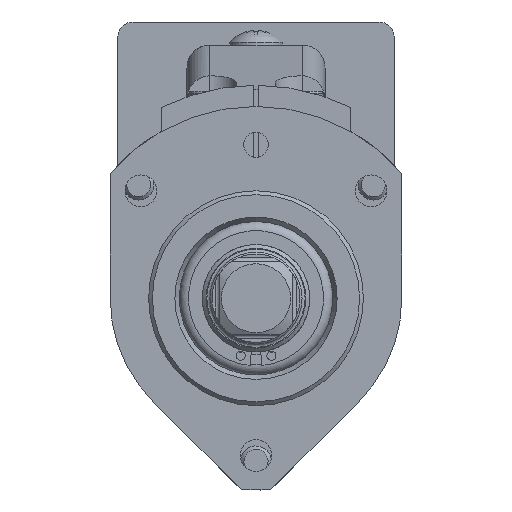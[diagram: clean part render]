
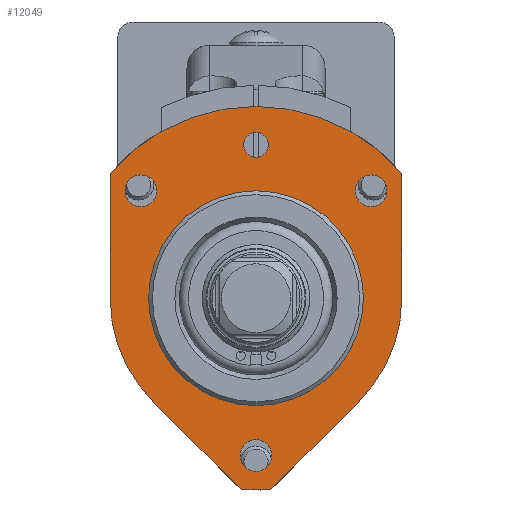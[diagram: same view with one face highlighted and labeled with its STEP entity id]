
A CAD part, front view. The second image highlights one B-rep face of the part: STEP entity #12049.
In plain terms, the highlighted planar face has unit normal (0, -1, 0).
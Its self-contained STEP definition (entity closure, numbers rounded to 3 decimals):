
#208=FACE_BOUND('',#1786,.T.);
#209=FACE_BOUND('',#1787,.T.);
#210=FACE_BOUND('',#1788,.T.);
#211=FACE_BOUND('',#1789,.T.);
#212=FACE_BOUND('',#1790,.T.);
#368=CIRCLE('',#12787,25.);
#369=CIRCLE('',#12788,19.);
#370=CIRCLE('',#12789,25.);
#371=CIRCLE('',#12790,19.);
#372=CIRCLE('',#12791,14.);
#373=CIRCLE('',#12792,2.067);
#374=CIRCLE('',#12793,2.067);
#375=CIRCLE('',#12794,2.067);
#376=CIRCLE('',#12795,1.621);
#1083=FACE_OUTER_BOUND('',#1785,.T.);
#1785=EDGE_LOOP('',(#7527,#7528,#7529,#7530,#7531,#7532,#7533,#7534));
#1786=EDGE_LOOP('',(#7535));
#1787=EDGE_LOOP('',(#7536));
#1788=EDGE_LOOP('',(#7537));
#1789=EDGE_LOOP('',(#7538));
#1790=EDGE_LOOP('',(#7539));
#2591=LINE('',#17618,#3625);
#2592=LINE('',#17622,#3626);
#2593=LINE('',#17626,#3627);
#2594=LINE('',#17630,#3628);
#3625=VECTOR('',#14080,10.);
#3626=VECTOR('',#14083,10.);
#3627=VECTOR('',#14086,10.);
#3628=VECTOR('',#14089,10.);
#4671=VERTEX_POINT('',#17616);
#4672=VERTEX_POINT('',#17617);
#4673=VERTEX_POINT('',#17619);
#4674=VERTEX_POINT('',#17621);
#4675=VERTEX_POINT('',#17623);
#4676=VERTEX_POINT('',#17625);
#4677=VERTEX_POINT('',#17627);
#4678=VERTEX_POINT('',#17629);
#4679=VERTEX_POINT('',#17632);
#4680=VERTEX_POINT('',#17634);
#4681=VERTEX_POINT('',#17636);
#4682=VERTEX_POINT('',#17638);
#4683=VERTEX_POINT('',#17640);
#5790=EDGE_CURVE('',#4671,#4672,#2591,.T.);
#5791=EDGE_CURVE('',#4673,#4672,#368,.T.);
#5792=EDGE_CURVE('',#4673,#4674,#2592,.T.);
#5793=EDGE_CURVE('',#4674,#4675,#369,.T.);
#5794=EDGE_CURVE('',#4675,#4676,#2593,.T.);
#5795=EDGE_CURVE('',#4677,#4676,#370,.T.);
#5796=EDGE_CURVE('',#4677,#4678,#2594,.T.);
#5797=EDGE_CURVE('',#4678,#4671,#371,.T.);
#5798=EDGE_CURVE('',#4679,#4679,#372,.T.);
#5799=EDGE_CURVE('',#4680,#4680,#373,.T.);
#5800=EDGE_CURVE('',#4681,#4681,#374,.T.);
#5801=EDGE_CURVE('',#4682,#4682,#375,.T.);
#5802=EDGE_CURVE('',#4683,#4683,#376,.T.);
#7527=ORIENTED_EDGE('',*,*,#5790,.T.);
#7528=ORIENTED_EDGE('',*,*,#5791,.F.);
#7529=ORIENTED_EDGE('',*,*,#5792,.T.);
#7530=ORIENTED_EDGE('',*,*,#5793,.T.);
#7531=ORIENTED_EDGE('',*,*,#5794,.T.);
#7532=ORIENTED_EDGE('',*,*,#5795,.F.);
#7533=ORIENTED_EDGE('',*,*,#5796,.T.);
#7534=ORIENTED_EDGE('',*,*,#5797,.T.);
#7535=ORIENTED_EDGE('',*,*,#5798,.T.);
#7536=ORIENTED_EDGE('',*,*,#5799,.T.);
#7537=ORIENTED_EDGE('',*,*,#5800,.T.);
#7538=ORIENTED_EDGE('',*,*,#5801,.T.);
#7539=ORIENTED_EDGE('',*,*,#5802,.T.);
#10917=PLANE('',#12786);
#12049=ADVANCED_FACE('',(#1083,#208,#209,#210,#211,#212),#10917,.T.);
#12786=AXIS2_PLACEMENT_3D('',#17615,#14078,#14079);
#12787=AXIS2_PLACEMENT_3D('',#17620,#14081,#14082);
#12788=AXIS2_PLACEMENT_3D('',#17624,#14084,#14085);
#12789=AXIS2_PLACEMENT_3D('',#17628,#14087,#14088);
#12790=AXIS2_PLACEMENT_3D('',#17631,#14090,#14091);
#12791=AXIS2_PLACEMENT_3D('',#17633,#14092,#14093);
#12792=AXIS2_PLACEMENT_3D('',#17635,#14094,#14095);
#12793=AXIS2_PLACEMENT_3D('',#17637,#14096,#14097);
#12794=AXIS2_PLACEMENT_3D('',#17639,#14098,#14099);
#12795=AXIS2_PLACEMENT_3D('',#17641,#14100,#14101);
#14078=DIRECTION('center_axis',(0.,-1.,0.));
#14079=DIRECTION('ref_axis',(0.,0.,-1.));
#14080=DIRECTION('',(0.707,0.,-0.707));
#14081=DIRECTION('center_axis',(0.,1.,0.));
#14082=DIRECTION('ref_axis',(1.,0.,0.));
#14083=DIRECTION('',(0.707,0.,0.707));
#14084=DIRECTION('center_axis',(0.,-1.,0.));
#14085=DIRECTION('ref_axis',(-0.707,0.,0.707));
#14086=DIRECTION('',(0.,0.,1.));
#14087=DIRECTION('center_axis',(0.,1.,0.));
#14088=DIRECTION('ref_axis',(1.,0.,0.));
#14089=DIRECTION('',(0.,0.,-1.));
#14090=DIRECTION('center_axis',(0.,-1.,0.));
#14091=DIRECTION('ref_axis',(1.,0.,0.));
#14092=DIRECTION('center_axis',(0.,1.,0.));
#14093=DIRECTION('ref_axis',(1.,0.,0.));
#14094=DIRECTION('center_axis',(0.,1.,0.));
#14095=DIRECTION('ref_axis',(1.,0.,0.));
#14096=DIRECTION('center_axis',(0.,1.,0.));
#14097=DIRECTION('ref_axis',(1.,0.,0.));
#14098=DIRECTION('center_axis',(0.,1.,0.));
#14099=DIRECTION('ref_axis',(1.,0.,0.));
#14100=DIRECTION('center_axis',(0.,1.,0.));
#14101=DIRECTION('ref_axis',(1.,0.,0.));
#17615=CARTESIAN_POINT('Origin',(0.,4.,25.));
#17616=CARTESIAN_POINT('',(-13.435,4.,-13.435));
#17617=CARTESIAN_POINT('',(-1.946,4.,-24.924));
#17618=CARTESIAN_POINT('',(-19.685,4.,-7.185));
#17619=CARTESIAN_POINT('',(1.946,4.,-24.924));
#17620=CARTESIAN_POINT('Origin',(0.,4.,0.));
#17621=CARTESIAN_POINT('',(13.435,4.,-13.435));
#17622=CARTESIAN_POINT('',(13.94,4.,-12.93));
#17623=CARTESIAN_POINT('',(19.,4.,0.));
#17624=CARTESIAN_POINT('Origin',(0.,4.,0.));
#17625=CARTESIAN_POINT('',(19.,4.,16.248));
#17626=CARTESIAN_POINT('',(19.,4.,12.5));
#17627=CARTESIAN_POINT('',(-19.,4.,16.248));
#17628=CARTESIAN_POINT('Origin',(0.,4.,0.));
#17629=CARTESIAN_POINT('',(-19.,4.,0.));
#17630=CARTESIAN_POINT('',(-19.,4.,20.624));
#17631=CARTESIAN_POINT('Origin',(0.,4.,0.));
#17632=CARTESIAN_POINT('',(0.,4.,-14.));
#17633=CARTESIAN_POINT('Origin',(0.,4.,0.));
#17634=CARTESIAN_POINT('',(-2.067,4.,-20.5));
#17635=CARTESIAN_POINT('Origin',(0.,4.,-20.5));
#17636=CARTESIAN_POINT('',(-17.067,4.,14.));
#17637=CARTESIAN_POINT('Origin',(-15.,4.,14.));
#17638=CARTESIAN_POINT('',(12.933,4.,14.));
#17639=CARTESIAN_POINT('Origin',(15.,4.,14.));
#17640=CARTESIAN_POINT('',(-1.621,4.,20.));
#17641=CARTESIAN_POINT('Origin',(0.,4.,20.));
